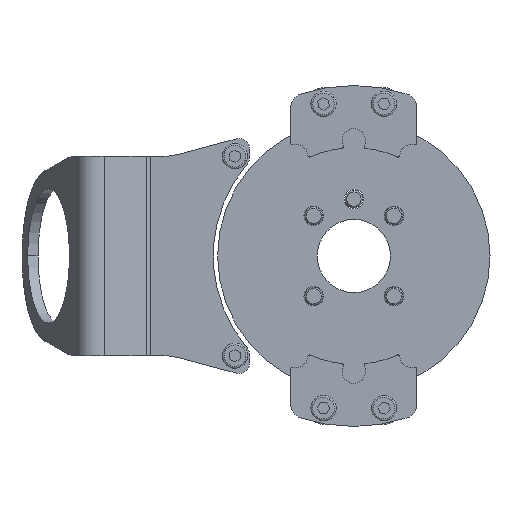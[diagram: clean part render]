
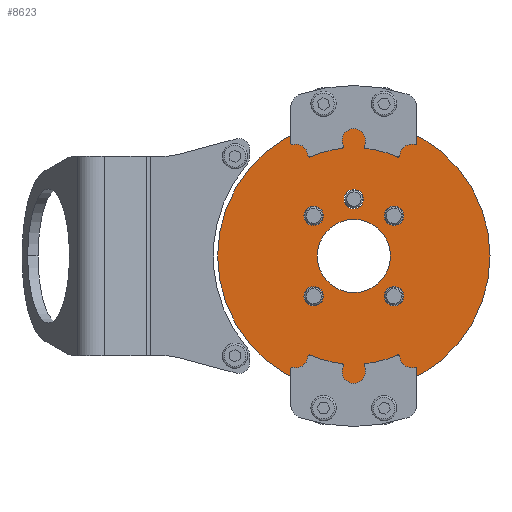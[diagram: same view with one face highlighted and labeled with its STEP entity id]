
A CAD part, left-side view. The second image highlights one B-rep face of the part: STEP entity #8623.
In plain terms, the highlighted planar face has unit normal (-1, 0, 0).
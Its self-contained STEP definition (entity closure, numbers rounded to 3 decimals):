
#64 = EDGE_LOOP ( 'NONE', ( #1391, #3225 ) ) ;
#210 = CARTESIAN_POINT ( 'NONE',  ( 465., -11.137, 683.863 ) ) ;
#217 = EDGE_CURVE ( 'NONE', #2999, #8809, #8593, .T. ) ;
#264 = DIRECTION ( 'NONE',  ( -1., 0., 0. ) ) ;
#327 = AXIS2_PLACEMENT_3D ( 'NONE', #4773, #1714, #6248 ) ;
#333 = DIRECTION ( 'NONE',  ( 0., -1., 0. ) ) ;
#461 = EDGE_LOOP ( 'NONE', ( #494, #2923 ) ) ;
#494 = ORIENTED_EDGE ( 'NONE', *, *, #2184, .F. ) ;
#564 = CARTESIAN_POINT ( 'NONE',  ( 465., -13.837, 683.863 ) ) ;
#581 = EDGE_CURVE ( 'NONE', #1759, #4305, #7779, .T. ) ;
#688 = CARTESIAN_POINT ( 'NONE',  ( 465., -13.837, 706.137 ) ) ;
#880 = CARTESIAN_POINT ( 'NONE',  ( 465., -10.15, 695. ) ) ;
#964 = AXIS2_PLACEMENT_3D ( 'NONE', #4095, #1837, #7116 ) ;
#984 = DIRECTION ( 'NONE',  ( 0., -1., 0. ) ) ;
#1091 = ORIENTED_EDGE ( 'NONE', *, *, #8627, .F. ) ;
#1104 = EDGE_CURVE ( 'NONE', #4305, #1759, #5766, .T. ) ;
#1148 = CIRCLE ( 'NONE', #1659, 2.7 ) ;
#1304 = ORIENTED_EDGE ( 'NONE', *, *, #8445, .F. ) ;
#1314 = CIRCLE ( 'NONE', #7258, 2.7 ) ;
#1315 = ORIENTED_EDGE ( 'NONE', *, *, #217, .F. ) ;
#1391 = ORIENTED_EDGE ( 'NONE', *, *, #581, .F. ) ;
#1442 = CARTESIAN_POINT ( 'NONE',  ( 465., 11.137, 706.137 ) ) ;
#1456 = EDGE_CURVE ( 'NONE', #8257, #6616, #8450, .T. ) ;
#1501 = FACE_OUTER_BOUND ( 'NONE', #9536, .T. ) ;
#1632 = CARTESIAN_POINT ( 'NONE',  ( 465., 8.437, 706.137 ) ) ;
#1659 = AXIS2_PLACEMENT_3D ( 'NONE', #7644, #3152, #8387 ) ;
#1714 = DIRECTION ( 'NONE',  ( -1., 0., 0. ) ) ;
#1759 = VERTEX_POINT ( 'NONE', #5163 ) ;
#1837 = DIRECTION ( 'NONE',  ( -1., 0., 0. ) ) ;
#1874 = AXIS2_PLACEMENT_3D ( 'NONE', #8199, #3706, #8937 ) ;
#1905 = ORIENTED_EDGE ( 'NONE', *, *, #9670, .F. ) ;
#2083 = CIRCLE ( 'NONE', #2389, 2.7 ) ;
#2184 = EDGE_CURVE ( 'NONE', #3587, #3397, #2083, .T. ) ;
#2196 = DIRECTION ( 'NONE',  ( 0., -1., 0. ) ) ;
#2214 = DIRECTION ( 'NONE',  ( 0., -1., 0. ) ) ;
#2336 = CARTESIAN_POINT ( 'NONE',  ( 465., 8.437, 683.863 ) ) ;
#2389 = AXIS2_PLACEMENT_3D ( 'NONE', #9710, #8949, #8497 ) ;
#2420 = ORIENTED_EDGE ( 'NONE', *, *, #7766, .F. ) ;
#2537 = EDGE_LOOP ( 'NONE', ( #3623, #1315 ) ) ;
#2746 = CARTESIAN_POINT ( 'NONE',  ( 465., -8.437, 706.137 ) ) ;
#2790 = EDGE_CURVE ( 'NONE', #3397, #3587, #4453, .T. ) ;
#2923 = ORIENTED_EDGE ( 'NONE', *, *, #2790, .F. ) ;
#2964 = AXIS2_PLACEMENT_3D ( 'NONE', #6398, #6670, #2196 ) ;
#2980 = AXIS2_PLACEMENT_3D ( 'NONE', #4822, #264, #5566 ) ;
#2999 = VERTEX_POINT ( 'NONE', #564 ) ;
#3091 = VERTEX_POINT ( 'NONE', #8924 ) ;
#3115 = CIRCLE ( 'NONE', #3718, 2.7 ) ;
#3152 = DIRECTION ( 'NONE',  ( -1., 0., 0. ) ) ;
#3225 = ORIENTED_EDGE ( 'NONE', *, *, #1104, .F. ) ;
#3304 = CIRCLE ( 'NONE', #8717, 2.7 ) ;
#3364 = EDGE_CURVE ( 'NONE', #3091, #8436, #8553, .T. ) ;
#3385 = DIRECTION ( 'NONE',  ( -1., 0., 0. ) ) ;
#3388 = DIRECTION ( 'NONE',  ( -1., 0., 0. ) ) ;
#3397 = VERTEX_POINT ( 'NONE', #4853 ) ;
#3502 = VERTEX_POINT ( 'NONE', #2746 ) ;
#3541 = FACE_BOUND ( 'NONE', #461, .T. ) ;
#3587 = VERTEX_POINT ( 'NONE', #6578 ) ;
#3623 = ORIENTED_EDGE ( 'NONE', *, *, #9574, .F. ) ;
#3706 = DIRECTION ( 'NONE',  ( -1., 0., 0. ) ) ;
#3718 = AXIS2_PLACEMENT_3D ( 'NONE', #210, #5515, #984 ) ;
#3749 = DIRECTION ( 'NONE',  ( -1., 0., 0. ) ) ;
#3761 = FACE_BOUND ( 'NONE', #2537, .T. ) ;
#3777 = ORIENTED_EDGE ( 'NONE', *, *, #3364, .T. ) ;
#3977 = DIRECTION ( 'NONE',  ( 0., -1., 0. ) ) ;
#4095 = CARTESIAN_POINT ( 'NONE',  ( 465., 0., 695. ) ) ;
#4305 = VERTEX_POINT ( 'NONE', #880 ) ;
#4344 = CARTESIAN_POINT ( 'NONE',  ( 465., 13.837, 683.863 ) ) ;
#4375 = CARTESIAN_POINT ( 'NONE',  ( 465., 0., 695. ) ) ;
#4399 = CARTESIAN_POINT ( 'NONE',  ( 465., -8.437, 683.863 ) ) ;
#4453 = CIRCLE ( 'NONE', #7561, 2.7 ) ;
#4630 = DIRECTION ( 'NONE',  ( -1., 0., 0. ) ) ;
#4773 = CARTESIAN_POINT ( 'NONE',  ( 465., -11.137, 683.863 ) ) ;
#4822 = CARTESIAN_POINT ( 'NONE',  ( 465., 0., 695. ) ) ;
#4832 = ORIENTED_EDGE ( 'NONE', *, *, #9377, .F. ) ;
#4853 = CARTESIAN_POINT ( 'NONE',  ( 465., -2.7, 710.75 ) ) ;
#4869 = VERTEX_POINT ( 'NONE', #1632 ) ;
#4890 = DIRECTION ( 'NONE',  ( -1., 0., 0. ) ) ;
#5049 = DIRECTION ( 'NONE',  ( -1., 0., 0. ) ) ;
#5163 = CARTESIAN_POINT ( 'NONE',  ( 465., 10.15, 695. ) ) ;
#5205 = CARTESIAN_POINT ( 'NONE',  ( 465., 0., 695. ) ) ;
#5476 = AXIS2_PLACEMENT_3D ( 'NONE', #8240, #3749, #8987 ) ;
#5515 = DIRECTION ( 'NONE',  ( -1., 0., 0. ) ) ;
#5530 = FACE_BOUND ( 'NONE', #8453, .T. ) ;
#5566 = DIRECTION ( 'NONE',  ( 0., -1., 0. ) ) ;
#5764 = FACE_BOUND ( 'NONE', #9513, .T. ) ;
#5766 = CIRCLE ( 'NONE', #8848, 10.15 ) ;
#6058 = DIRECTION ( 'NONE',  ( 0., -1., 0. ) ) ;
#6248 = DIRECTION ( 'NONE',  ( 0., -1., 0. ) ) ;
#6361 = PLANE ( 'NONE',  #964 ) ;
#6386 = ORIENTED_EDGE ( 'NONE', *, *, #1456, .F. ) ;
#6398 = CARTESIAN_POINT ( 'NONE',  ( 465., 11.137, 683.863 ) ) ;
#6503 = CARTESIAN_POINT ( 'NONE',  ( 465., 13.837, 706.137 ) ) ;
#6578 = CARTESIAN_POINT ( 'NONE',  ( 465., 2.7, 710.75 ) ) ;
#6616 = VERTEX_POINT ( 'NONE', #2336 ) ;
#6670 = DIRECTION ( 'NONE',  ( -1., 0., 0. ) ) ;
#6727 = DIRECTION ( 'NONE',  ( -1., 0., 0. ) ) ;
#6766 = EDGE_LOOP ( 'NONE', ( #6386, #1091 ) ) ;
#6842 = CARTESIAN_POINT ( 'NONE',  ( 465., -37.75, 695. ) ) ;
#7116 = DIRECTION ( 'NONE',  ( 0., -1., 0. ) ) ;
#7139 = ORIENTED_EDGE ( 'NONE', *, *, #8888, .T. ) ;
#7258 = AXIS2_PLACEMENT_3D ( 'NONE', #7879, #3388, #8622 ) ;
#7523 = FACE_BOUND ( 'NONE', #6766, .T. ) ;
#7561 = AXIS2_PLACEMENT_3D ( 'NONE', #7876, #3385, #8618 ) ;
#7644 = CARTESIAN_POINT ( 'NONE',  ( 465., -11.137, 706.137 ) ) ;
#7766 = EDGE_CURVE ( 'NONE', #4869, #9270, #8813, .T. ) ;
#7779 = CIRCLE ( 'NONE', #8220, 10.15 ) ;
#7876 = CARTESIAN_POINT ( 'NONE',  ( 465., 0., 710.75 ) ) ;
#7879 = CARTESIAN_POINT ( 'NONE',  ( 465., 11.137, 706.137 ) ) ;
#8199 = CARTESIAN_POINT ( 'NONE',  ( 465., -11.137, 706.137 ) ) ;
#8220 = AXIS2_PLACEMENT_3D ( 'NONE', #4375, #5049, #3977 ) ;
#8240 = CARTESIAN_POINT ( 'NONE',  ( 465., 0., 695. ) ) ;
#8257 = VERTEX_POINT ( 'NONE', #4344 ) ;
#8387 = DIRECTION ( 'NONE',  ( 0., -1., 0. ) ) ;
#8436 = VERTEX_POINT ( 'NONE', #6842 ) ;
#8445 = EDGE_CURVE ( 'NONE', #3502, #8918, #1148, .T. ) ;
#8450 = CIRCLE ( 'NONE', #2964, 2.7 ) ;
#8453 = EDGE_LOOP ( 'NONE', ( #1304, #4832 ) ) ;
#8467 = AXIS2_PLACEMENT_3D ( 'NONE', #1442, #6727, #2214 ) ;
#8497 = DIRECTION ( 'NONE',  ( 0., -1., 0. ) ) ;
#8553 = CIRCLE ( 'NONE', #2980, 37.75 ) ;
#8593 = CIRCLE ( 'NONE', #327, 2.7 ) ;
#8618 = DIRECTION ( 'NONE',  ( 0., -1., 0. ) ) ;
#8622 = DIRECTION ( 'NONE',  ( 0., -1., 0. ) ) ;
#8623 = ADVANCED_FACE ( 'NONE', ( #5764, #7523, #3761, #5530, #3541, #1501, #9275 ), #6361, .T. ) ;
#8627 = EDGE_CURVE ( 'NONE', #6616, #8257, #3304, .T. ) ;
#8669 = CIRCLE ( 'NONE', #1874, 2.7 ) ;
#8717 = AXIS2_PLACEMENT_3D ( 'NONE', #9363, #4890, #333 ) ;
#8809 = VERTEX_POINT ( 'NONE', #4399 ) ;
#8813 = CIRCLE ( 'NONE', #8467, 2.7 ) ;
#8848 = AXIS2_PLACEMENT_3D ( 'NONE', #5205, #4630, #6058 ) ;
#8888 = EDGE_CURVE ( 'NONE', #8436, #3091, #8902, .T. ) ;
#8902 = CIRCLE ( 'NONE', #5476, 37.75 ) ;
#8918 = VERTEX_POINT ( 'NONE', #688 ) ;
#8924 = CARTESIAN_POINT ( 'NONE',  ( 465., 37.75, 695. ) ) ;
#8937 = DIRECTION ( 'NONE',  ( 0., -1., 0. ) ) ;
#8949 = DIRECTION ( 'NONE',  ( -1., 0., 0. ) ) ;
#8987 = DIRECTION ( 'NONE',  ( 0., -1., 0. ) ) ;
#9270 = VERTEX_POINT ( 'NONE', #6503 ) ;
#9275 = FACE_BOUND ( 'NONE', #64, .T. ) ;
#9363 = CARTESIAN_POINT ( 'NONE',  ( 465., 11.137, 683.863 ) ) ;
#9377 = EDGE_CURVE ( 'NONE', #8918, #3502, #8669, .T. ) ;
#9513 = EDGE_LOOP ( 'NONE', ( #1905, #2420 ) ) ;
#9536 = EDGE_LOOP ( 'NONE', ( #3777, #7139 ) ) ;
#9574 = EDGE_CURVE ( 'NONE', #8809, #2999, #3115, .T. ) ;
#9670 = EDGE_CURVE ( 'NONE', #9270, #4869, #1314, .T. ) ;
#9710 = CARTESIAN_POINT ( 'NONE',  ( 465., 0., 710.75 ) ) ;
